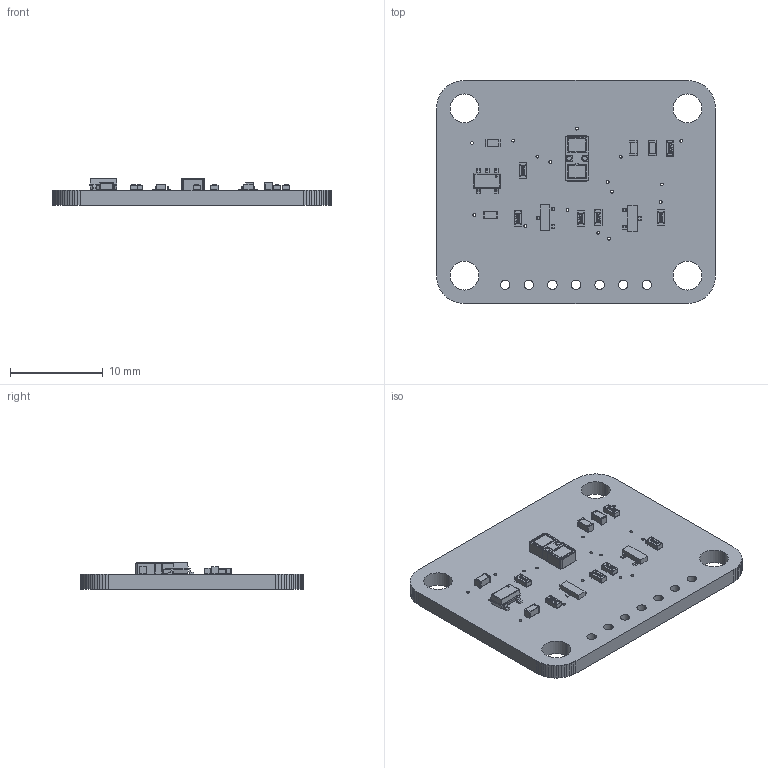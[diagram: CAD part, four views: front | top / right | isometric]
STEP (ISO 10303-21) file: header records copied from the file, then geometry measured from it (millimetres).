
FILE_DESCRIPTION(('PCB Model'),'2;1');
FILE_NAME('EVE VL53l1x STEP.STEP','2021-03-16T09:04:48',('pritesh'),('Unspecified'), 'Open CASCADE STEP processor 6.8','Proteus','Unknown');
FILE_SCHEMA(('AUTOMOTIVE_DESIGN { 1 0 10303 214 1 1 1 1 }'));
Length unit declared in the file: millimetre
Products named in the file (84): Open CASCADE STEP translator 6.8 1; Layer_1; U1; Open CASCADE STEP translator 6.8 1.2.1; Body_1; VL53L1x:1; pcb:1; SOLID; kork:1; pads:1; top:1; blend:1; lens:1; main:1; blocker:1; U2; Open CASCADE STEP translator 6.8 1.3.1; =>[0:1:1:2]; =>[0:1:1:3]; =>[0:1:1:4]; C5; Open CASCADE STEP translator 6.8 1.4.1; Part_3; Part_2; Part_1; C6; Open CASCADE STEP translator 6.8 1.5.1; C7; Open CASCADE STEP translator 6.8 1.6.1; C9; Open CASCADE STEP translator 6.8 1.7.1; R1; Open CASCADE STEP translator 6.8 1.8.1; =>[0:1:1:5]; =>[0:1:1:6]; R2; Open CASCADE STEP translator 6.8 1.9.1; Q2; Open CASCADE STEP translator 6.8 1.10.1; Pin_1 ...
Assembly tree (98 placements, depth 8):
  Open CASCADE STEP translator 6.8 1
    Layer_1
    U1
      Open CASCADE STEP translator 6.8 1.2.1
        Body_1
          VL53L1x:1
            pcb:1
              SOLID
              SOLID
            kork:1
            pads:1
              SOLID
              SOLID
              SOLID
              SOLID
              SOLID
              SOLID
              SOLID
              SOLID
              SOLID
              SOLID
              SOLID
              SOLID
            top:1
              blend:1
                SOLID
                SOLID
              lens:1
                SOLID
                SOLID
              main:1
              blocker:1
                SOLID
                SOLID
    U2
      Open CASCADE STEP translator 6.8 1.3.1
        Body_1
          =>[0:1:1:2]
          =>[0:1:1:3]
            SOLID
            SOLID
            SOLID
          =>[0:1:1:4]
            SOLID
            SOLID
    C5
      Open CASCADE STEP translator 6.8 1.4.1
        Body_1
          Part_3
          Part_2
          Part_1
    C6
      Open CASCADE STEP translator 6.8 1.5.1
        Body_1
          Part_3
          Part_2
          Part_1
    C7
      Open CASCADE STEP translator 6.8 1.6.1
        Body_1
Bounding box: 30 x 24 x 2.89 mm (x, y, z)
Volume: 1131.8 mm3; surface area: 1943.7 mm2
Topology: 73 solids, 73 shells, 1349 faces, 3373 edges, 2184 vertices
Faces by surface type: plane 871, bspline 246, cylinder 200, sphere 32
Entity records: 27105 total; most frequent: CARTESIAN_POINT 6657, ORIENTED_EDGE 3532, DIRECTION 3422, EDGE_CURVE 1766, LINE 1400, VECTOR 1400, VERTEX_POINT 1158, AXIS2_PLACEMENT_3D 1011
